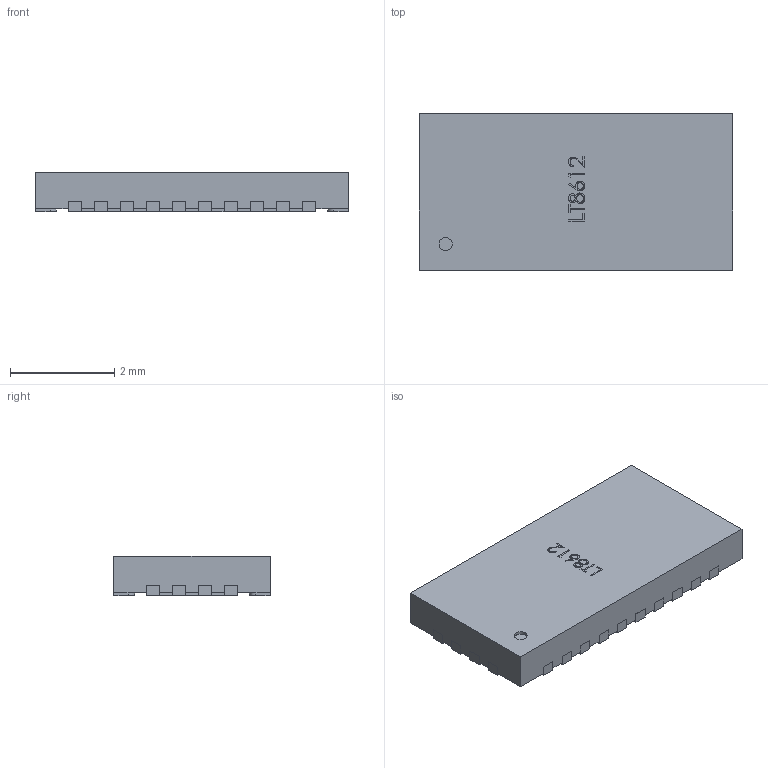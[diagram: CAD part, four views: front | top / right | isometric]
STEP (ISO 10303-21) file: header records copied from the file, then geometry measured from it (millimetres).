
FILE_DESCRIPTION(('FreeCAD Model'),'2;1');
FILE_NAME('User Library-QFN 28 3 x 6mm.step', '2017-05-22T11:30:56',('kicad StepUp'),('ksu MCAD'), 'Open CASCADE STEP processor 6.8','FreeCAD','Unknown');
FILE_SCHEMA(('AUTOMOTIVE_DESIGN_CC2 { 1 2 10303 214 -1 1 5 4 }'));
Length unit declared in the file: millimetre
Products named in the file (2): ASSEMBLY; User_Library-QFN_28_3_x_6mm
Assembly tree (1 placements, depth 2):
  ASSEMBLY
    User_Library-QFN_28_3_x_6mm
Bounding box: 6 x 3 x 0.75 mm (x, y, z)
Volume: 13.1 mm3; surface area: 51 mm2
Topology: 1 solids, 1 shells, 312 faces, 897 edges, 598 vertices
Faces by surface type: plane 218, cylinder 62, bspline 32
Entity records: 14124 total; most frequent: CARTESIAN_POINT 3817, ORIENTED_EDGE 1794, DIRECTION 1521, EDGE_CURVE 897, LINE 709, VECTOR 709, VERTEX_POINT 598, AXIS2_PLACEMENT_3D 406
